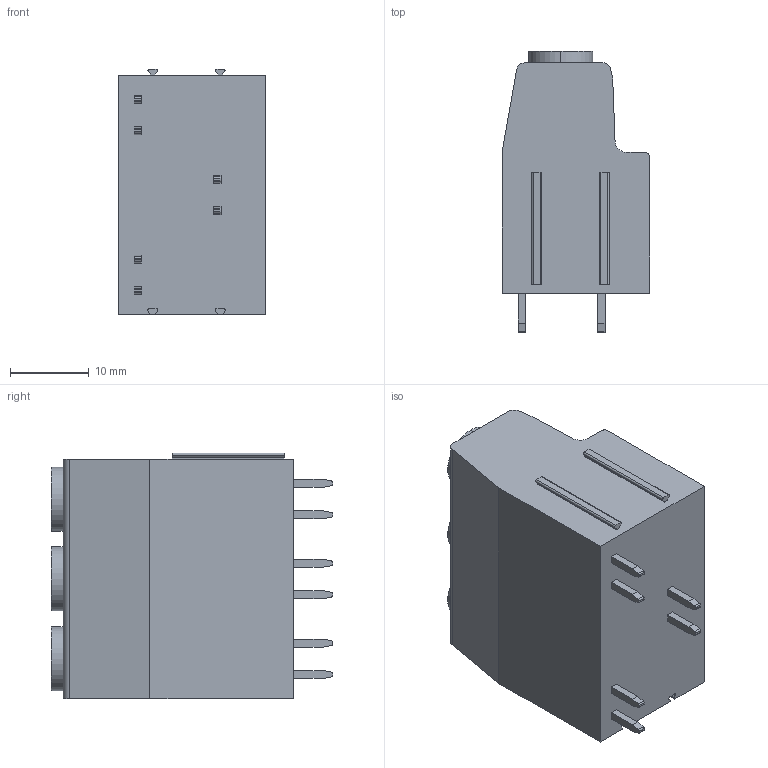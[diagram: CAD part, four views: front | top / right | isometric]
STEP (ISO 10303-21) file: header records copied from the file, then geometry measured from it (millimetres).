
FILE_DESCRIPTION((''),'2;1');
FILE_NAME('PRT0001','2024-09-29T',('sj'),(''),'PRO/ENGINEER BY PARAMETRIC TECHNOLOGY CORPORATION, 2013240','PRO/ENGINEER BY PARAMETRIC TECHNOLOGY CORPORATION, 2013240','');
FILE_SCHEMA(('AUTOMOTIVE_DESIGN_CC2 { 1 2 10303 214 -1 1 5 2 }'));
Length unit declared in the file: millimetre
Products named in the file (1): PRT0001
Bounding box: 18.7 x 35.8 x 31.23 mm (x, y, z)
Volume: 13164.2 mm3; surface area: 5081.3 mm2
Topology: 1 solids, 1 shells, 187 faces, 483 edges, 318 vertices
Faces by surface type: plane 146, cylinder 41
Entity records: 5675 total; most frequent: CARTESIAN_POINT 988, ORIENTED_EDGE 966, DIRECTION 951, EDGE_CURVE 483, VECTOR 389, LINE 389, VERTEX_POINT 318, AXIS2_PLACEMENT_3D 281
